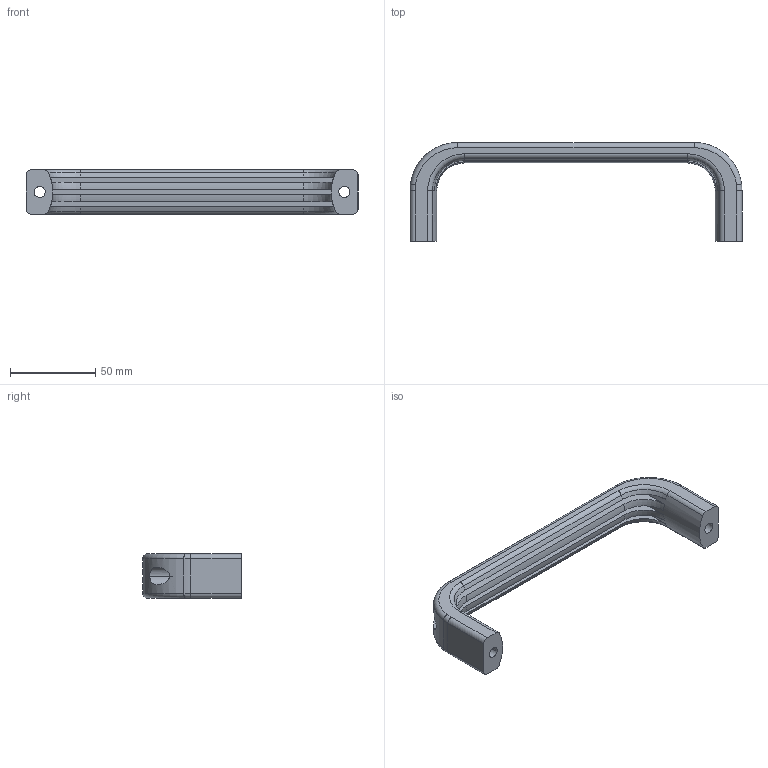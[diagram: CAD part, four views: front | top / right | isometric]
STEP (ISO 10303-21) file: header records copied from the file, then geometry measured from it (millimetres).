
FILE_DESCRIPTION(('STEP AP214'),'1');
FILE_NAME('cctmp_A018DD2B-9029-41D7-AFD3-B60D595FAA47_2020_1_13_10_32_46_637..stp','2020-01-13T09:32:46',('Bosch Rexroth AG'),('CADClick - www.CADClick.com'),'Spatial InterOp 3D',' ','unknown authorization - (Healing Option Enabled)');
FILE_SCHEMA(('AUTOMOTIVE_DESIGN'));
Length unit declared in the file: millimetre
Products named in the file (1): 2020_01_13__10-32-46-637
Bounding box: 195 x 58 x 26 mm (x, y, z)
Volume: 67350.5 mm3; surface area: 28028.9 mm2
Topology: 1 solids, 1 shells, 78 faces, 204 edges, 130 vertices
Faces by surface type: cylinder 33, plane 23, torus 20, bspline 2
Entity records: 3776 total; most frequent: CARTESIAN_POINT 1170, DIRECTION 428, ORIENTED_EDGE 408, EDGE_CURVE 204, AXIS2_PLACEMENT_3D 171, VERTEX_POINT 130, CIRCLE 94, LINE 86
